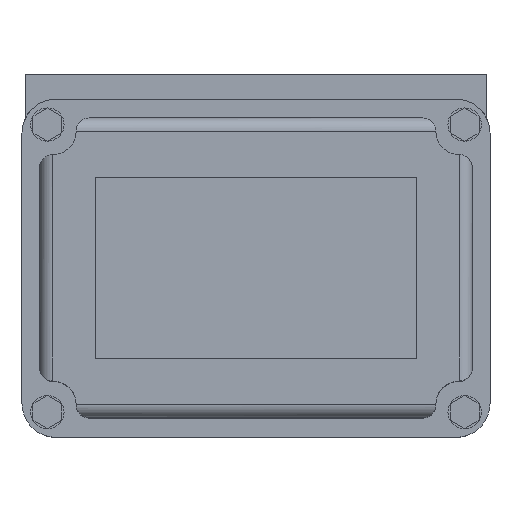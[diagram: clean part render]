
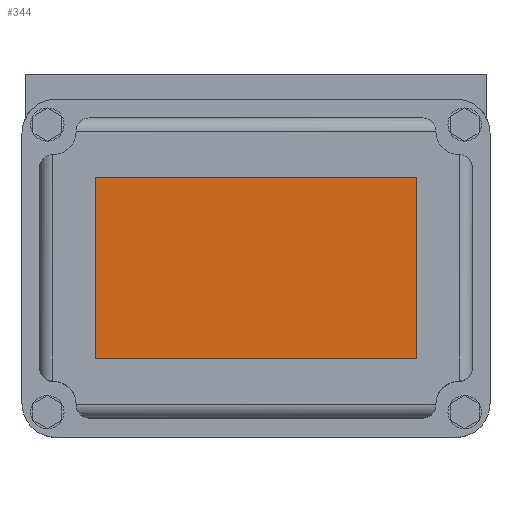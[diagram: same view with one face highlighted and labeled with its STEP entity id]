
A CAD part, top view. The second image highlights one B-rep face of the part: STEP entity #344.
In plain terms, the highlighted planar face has unit normal (0, 0, 1).
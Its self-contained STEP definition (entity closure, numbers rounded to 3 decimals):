
#344=ADVANCED_FACE('FACE54',(#855),#856,.T.);
#855=FACE_OUTER_BOUND('',#1529,.T.);
#856=PLANE('',#1530);
#1529=EDGE_LOOP('',(#2454,#2455,#2456,#2457));
#1530=AXIS2_PLACEMENT_3D('',#2458,#2459,#2460);
#2454=ORIENTED_EDGE('',*,*,#4024,.T.);
#2455=ORIENTED_EDGE('',*,*,#4025,.T.);
#2456=ORIENTED_EDGE('',*,*,#4026,.T.);
#2457=ORIENTED_EDGE('',*,*,#4027,.T.);
#2458=CARTESIAN_POINT('',(0.0,0.0,118.466));
#2459=DIRECTION('',(0.0,0.0,1.0));
#2460=DIRECTION('',(1.0,0.0,0.0));
#4024=EDGE_CURVE('EDGE111',#4802,#4803,#4804,.T.);
#4025=EDGE_CURVE('EDGE112',#4803,#4805,#4806,.T.);
#4026=EDGE_CURVE('EDGE113',#4805,#4807,#4808,.T.);
#4027=EDGE_CURVE('EDGE114',#4807,#4802,#4809,.T.);
#4802=VERTEX_POINT('VERTEX73',#5858);
#4803=VERTEX_POINT('VERTEX74',#5859);
#4804=LINE('',#5860,#5861);
#4805=VERTEX_POINT('VERTEX75',#5862);
#4806=LINE('',#5863,#5864);
#4807=VERTEX_POINT('VERTEX76',#5865);
#4808=LINE('',#5866,#5867);
#4809=LINE('',#5868,#5869);
#5858=CARTESIAN_POINT('',(61.278,-34.544,118.466));
#5859=CARTESIAN_POINT('',(61.278,34.544,118.466));
#5860=CARTESIAN_POINT('',(61.278,0.0,118.466));
#5861=VECTOR('',#7228,25.4);
#5862=CARTESIAN_POINT('',(-61.278,34.544,118.466));
#5863=CARTESIAN_POINT('',(0.0,34.544,118.466));
#5864=VECTOR('',#7229,25.4);
#5865=CARTESIAN_POINT('',(-61.278,-34.544,118.466));
#5866=CARTESIAN_POINT('',(-61.278,0.0,118.466));
#5867=VECTOR('',#7230,25.4);
#5868=CARTESIAN_POINT('',(0.0,-34.544,118.466));
#5869=VECTOR('',#7231,25.4);
#7228=DIRECTION('',(0.0,1.0,0.0));
#7229=DIRECTION('',(-1.0,0.0,0.0));
#7230=DIRECTION('',(0.0,-1.0,0.0));
#7231=DIRECTION('',(1.0,0.0,0.0));
